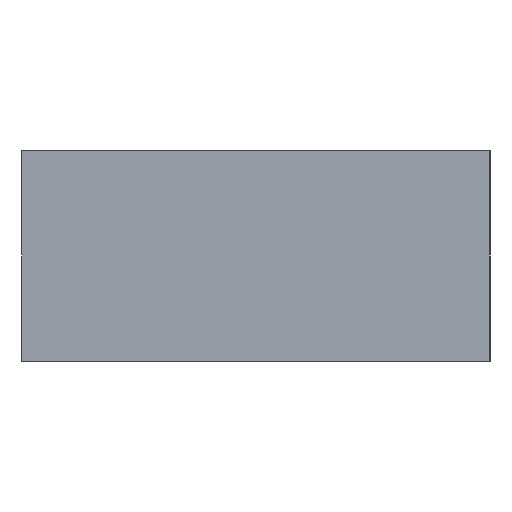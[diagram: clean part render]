
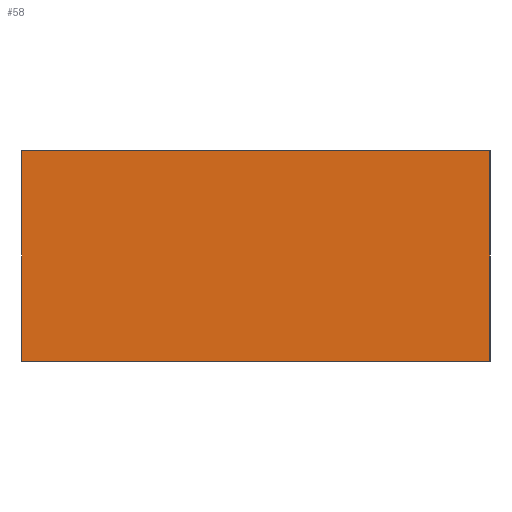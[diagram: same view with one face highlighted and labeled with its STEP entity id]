
A CAD part, left-side view. The second image highlights one B-rep face of the part: STEP entity #58.
In plain terms, the highlighted planar face has unit normal (-1, 0, 0).
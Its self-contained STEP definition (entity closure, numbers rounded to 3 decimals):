
#58=ADVANCED_FACE('',(#112),#114,.T.);
#112=FACE_BOUND('',#113,.T.);
#113=EDGE_LOOP('',(#154,#155,#156,#157));
#114=PLANE('',#115);
#115=AXIS2_PLACEMENT_3D('',#116,#117,#118);
#116=CARTESIAN_POINT('',(-2.5,0.,0.));
#117=DIRECTION('',(-1.,0.,0.));
#118=DIRECTION('',(0.,-1.,0.));
#154=ORIENTED_EDGE('',*,*,#178,.T.);
#155=ORIENTED_EDGE('',*,*,#179,.T.);
#156=ORIENTED_EDGE('',*,*,#180,.F.);
#157=ORIENTED_EDGE('',*,*,#181,.F.);
#178=EDGE_CURVE('',#190,#191,#192,.T.);
#179=EDGE_CURVE('',#191,#193,#194,.T.);
#180=EDGE_CURVE('',#195,#193,#196,.T.);
#181=EDGE_CURVE('',#190,#195,#197,.T.);
#190=VERTEX_POINT('',#210);
#191=VERTEX_POINT('',#211);
#192=LINE('',#212,#213);
#193=VERTEX_POINT('',#215);
#194=LINE('',#216,#217);
#195=VERTEX_POINT('',#219);
#196=LINE('',#220,#221);
#197=LINE('',#223,#224);
#210=CARTESIAN_POINT('',(-2.5,0.,0.));
#211=CARTESIAN_POINT('',(-2.5,-1.,0.));
#212=CARTESIAN_POINT('',(-2.5,0.,0.));
#213=VECTOR('',#214,1.);
#214=DIRECTION('',(0.,-1.,0.));
#215=CARTESIAN_POINT('',(-2.5,-1.,0.45));
#216=CARTESIAN_POINT('',(-2.5,-1.,0.));
#217=VECTOR('',#218,1.);
#218=DIRECTION('',(0.,0.,1.));
#219=CARTESIAN_POINT('',(-2.5,0.,0.45));
#220=CARTESIAN_POINT('',(-2.5,0.,0.45));
#221=VECTOR('',#222,1.);
#222=DIRECTION('',(0.,-1.,0.));
#223=CARTESIAN_POINT('',(-2.5,0.,0.));
#224=VECTOR('',#225,1.);
#225=DIRECTION('',(0.,0.,1.));
